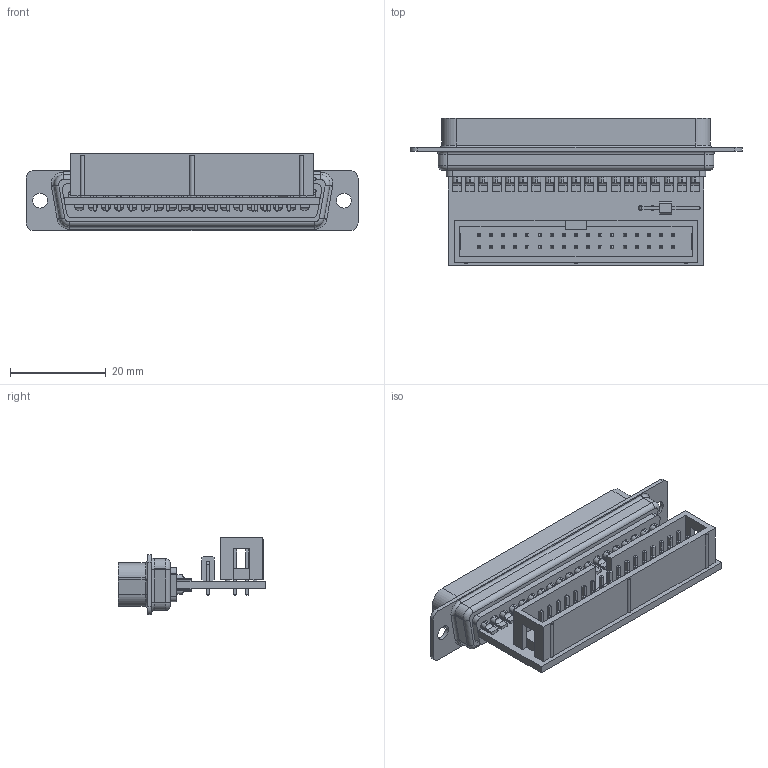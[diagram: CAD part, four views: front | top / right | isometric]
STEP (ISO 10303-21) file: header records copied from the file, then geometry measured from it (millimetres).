
FILE_DESCRIPTION(('KiCad electronic assembly'),'2;1');
FILE_NAME('DB37-to-IDC34-Floppy-Adapter.step','2025-01-25T11:48:10',( 'Pcbnew'),('Kicad'),'Open CASCADE STEP processor 7.8', 'KiCad to STEP converter','Unknown');
FILE_SCHEMA(('AUTOMOTIVE_DESIGN { 1 0 10303 214 1 1 1 1 }'));
Length unit declared in the file: millimetre
Products named in the file (8): DB37-to-IDC34-Floppy-Adapter 1; IDC-Header_2x17_P2.54mm_Vertical; IDC_Header_2x17_P254mm_Vertical; PinHeader_2x01_P2.54mm_Horizontal; PinHeader_2x01_P254mm_Horizontal; 5-747916-2; DB37-to-IDC34-Floppy-Adapter_PCB
Assembly tree (7 placements, depth 3):
  DB37-to-IDC34-Floppy-Adapter 1
    IDC-Header_2x17_P2.54mm_Vertical
      IDC_Header_2x17_P254mm_Vertical
    PinHeader_2x01_P2.54mm_Horizontal
      PinHeader_2x01_P254mm_Horizontal
    5-747916-2
      5-747916-2
    DB37-to-IDC34-Floppy-Adapter_PCB
Bounding box: 69.4 x 30.81 x 16.1 mm (x, y, z)
Volume: 7696.8 mm3; surface area: 11096.1 mm2
Topology: 4 solids, 4 shells, 1567 faces, 3888 edges, 2490 vertices
Faces by surface type: plane 1205, cylinder 350, torus 12
Full cylindrical faces by diameter (mm): 1 x42
Entity records: 52037 total; most frequent: CARTESIAN_POINT 9173, ORIENTED_EDGE 7776, DIRECTION 7608, EDGE_CURVE 3888, LINE 3170, VECTOR 3170, VERTEX_POINT 2490, AXIS2_PLACEMENT_3D 2219
